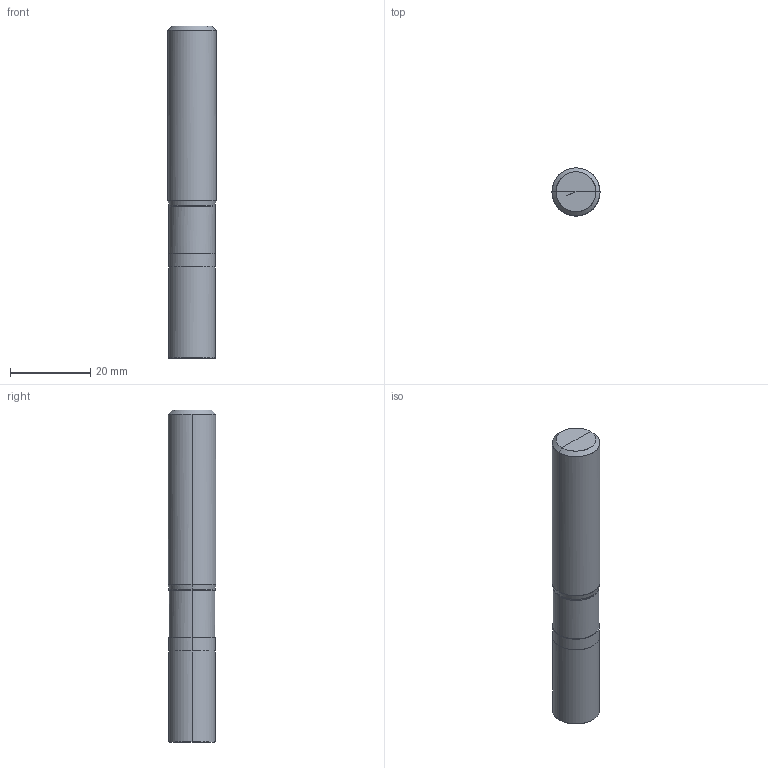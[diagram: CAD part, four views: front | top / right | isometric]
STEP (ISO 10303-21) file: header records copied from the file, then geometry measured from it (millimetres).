
FILE_DESCRIPTION(/* description */ (''),/* implementation_level */ '2;1');
FILE_NAME(/*name*/ '2540500117',/*time_stamp*/'2020-3-26T14:40:36',/*author*/ ('ISBE GmbH'),/*organization*/ ('ISBE GmbH'),/*preprocessor_version*/ 'STEP IO v1.0',/*originating_system*/ '',/*authorisation*/ '');
FILE_SCHEMA (('AUTOMOTIVE_DESIGN'));
Length unit declared in the file: millimetre
Products named in the file (1): Document
Bounding box: 12 x 11.99 x 83 mm (x, y, z)
Surface area: 3504 mm2 (no closed solid volume)
Topology: 0 solids, 26 shells, 26 faces, 106 edges, 100 vertices
Faces by surface type: bspline 26
Entity records: 1097 total; most frequent: CARTESIAN_POINT 655, VERTEX_POINT 96, EDGE_CURVE 96, ORIENTED_EDGE 96, EDGE_LOOP 26, FACE_OUTER_BOUND 26, ADVANCED_FACE 26, DIRECTION 14
